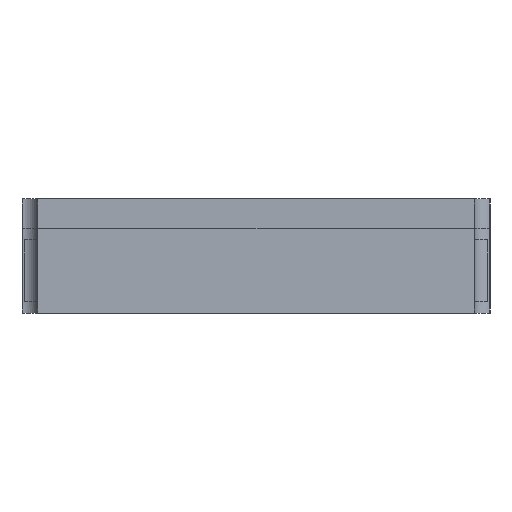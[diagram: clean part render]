
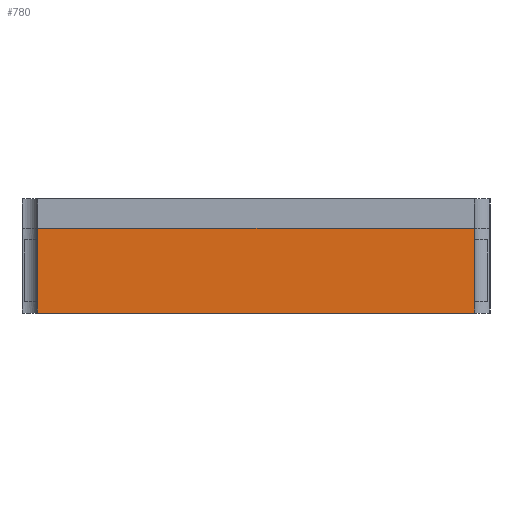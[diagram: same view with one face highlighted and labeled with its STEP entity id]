
A CAD part, left-side view. The second image highlights one B-rep face of the part: STEP entity #780.
In plain terms, the highlighted planar face has unit normal (-1, 0, 0).
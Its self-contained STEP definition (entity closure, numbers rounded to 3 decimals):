
#33 = PLANE('',#34);
#34 = AXIS2_PLACEMENT_3D('',#35,#36,#37);
#35 = CARTESIAN_POINT('',(0.,0.,0.29));
#36 = DIRECTION('',(0.,0.,1.));
#37 = DIRECTION('',(1.,0.,0.));
#90 = VERTEX_POINT('',#91);
#91 = CARTESIAN_POINT('',(-1.,-0.747,0.29));
#110 = CYLINDRICAL_SURFACE('',#111,0.053);
#111 = AXIS2_PLACEMENT_3D('',#112,#113,#114);
#112 = CARTESIAN_POINT('',(-1.,-0.8,-0.1));
#113 = DIRECTION('',(-0.,-0.,-1.));
#114 = DIRECTION('',(1.,0.,0.));
#122 = EDGE_CURVE('',#90,#123,#125,.T.);
#123 = VERTEX_POINT('',#124);
#124 = CARTESIAN_POINT('',(-1.,0.747,0.29));
#125 = SURFACE_CURVE('',#126,(#130,#136),.PCURVE_S1.);
#126 = LINE('',#127,#128);
#127 = CARTESIAN_POINT('',(-1.,0.4,0.29));
#128 = VECTOR('',#129,1.);
#129 = DIRECTION('',(0.,1.,0.));
#130 = PCURVE('',#33,#131);
#131 = DEFINITIONAL_REPRESENTATION('',(#132),#135);
#132 = B_SPLINE_CURVE_WITH_KNOTS('',1,(#133,#134),.UNSPECIFIED.,.F.,.F.,
(2,2),(-1.147,0.347),.PIECEWISE_BEZIER_KNOTS.);
#133 = CARTESIAN_POINT('',(-1.,-0.747));
#134 = CARTESIAN_POINT('',(-1.,0.747));
#135 = ( GEOMETRIC_REPRESENTATION_CONTEXT(2)
PARAMETRIC_REPRESENTATION_CONTEXT() REPRESENTATION_CONTEXT('2D SPACE',''
) );
#136 = PCURVE('',#137,#142);
#137 = PLANE('',#138);
#138 = AXIS2_PLACEMENT_3D('',#139,#140,#141);
#139 = CARTESIAN_POINT('',(-1.,0.8,0.));
#140 = DIRECTION('',(1.,0.,0.));
#141 = DIRECTION('',(0.,-1.,0.));
#142 = DEFINITIONAL_REPRESENTATION('',(#143),#146);
#143 = B_SPLINE_CURVE_WITH_KNOTS('',1,(#144,#145),.UNSPECIFIED.,.F.,.F.,
(2,2),(-1.147,0.347),.PIECEWISE_BEZIER_KNOTS.);
#144 = CARTESIAN_POINT('',(1.547,-0.29));
#145 = CARTESIAN_POINT('',(0.053,-0.29));
#146 = ( GEOMETRIC_REPRESENTATION_CONTEXT(2)
PARAMETRIC_REPRESENTATION_CONTEXT() REPRESENTATION_CONTEXT('2D SPACE',''
) );
#169 = CYLINDRICAL_SURFACE('',#170,0.053);
#170 = AXIS2_PLACEMENT_3D('',#171,#172,#173);
#171 = CARTESIAN_POINT('',(-1.,0.8,-0.1));
#172 = DIRECTION('',(-0.,-0.,-1.));
#173 = DIRECTION('',(1.,0.,0.));
#634 = VERTEX_POINT('',#635);
#635 = CARTESIAN_POINT('',(-1.,0.747,0.));
#650 = PLANE('',#651);
#651 = AXIS2_PLACEMENT_3D('',#652,#653,#654);
#652 = CARTESIAN_POINT('',(0.,0.,0.));
#653 = DIRECTION('',(0.,0.,1.));
#654 = DIRECTION('',(1.,0.,0.));
#666 = EDGE_CURVE('',#123,#634,#667,.T.);
#667 = SURFACE_CURVE('',#668,(#672,#678),.PCURVE_S1.);
#668 = LINE('',#669,#670);
#669 = CARTESIAN_POINT('',(-1.,0.747,-0.1));
#670 = VECTOR('',#671,1.);
#671 = DIRECTION('',(-0.,-0.,-1.));
#672 = PCURVE('',#169,#673);
#673 = DEFINITIONAL_REPRESENTATION('',(#674),#677);
#674 = B_SPLINE_CURVE_WITH_KNOTS('',1,(#675,#676),.UNSPECIFIED.,.F.,.F.,
(2,2),(-0.43,-0.07),.PIECEWISE_BEZIER_KNOTS.);
#675 = CARTESIAN_POINT('',(-4.712,-0.43));
#676 = CARTESIAN_POINT('',(-4.712,-0.07));
#677 = ( GEOMETRIC_REPRESENTATION_CONTEXT(2)
PARAMETRIC_REPRESENTATION_CONTEXT() REPRESENTATION_CONTEXT('2D SPACE',''
) );
#678 = PCURVE('',#137,#679);
#679 = DEFINITIONAL_REPRESENTATION('',(#680),#683);
#680 = B_SPLINE_CURVE_WITH_KNOTS('',1,(#681,#682),.UNSPECIFIED.,.F.,.F.,
(2,2),(-0.43,-0.07),.PIECEWISE_BEZIER_KNOTS.);
#681 = CARTESIAN_POINT('',(0.053,-0.33));
#682 = CARTESIAN_POINT('',(0.053,0.03));
#683 = ( GEOMETRIC_REPRESENTATION_CONTEXT(2)
PARAMETRIC_REPRESENTATION_CONTEXT() REPRESENTATION_CONTEXT('2D SPACE',''
) );
#780 = ADVANCED_FACE('',(#781),#137,.F.);
#781 = FACE_BOUND('',#782,.F.);
#782 = EDGE_LOOP('',(#783,#806,#807,#808));
#783 = ORIENTED_EDGE('',*,*,#784,.F.);
#784 = EDGE_CURVE('',#634,#785,#787,.T.);
#785 = VERTEX_POINT('',#786);
#786 = CARTESIAN_POINT('',(-1.,-0.747,0.));
#787 = SURFACE_CURVE('',#788,(#792,#799),.PCURVE_S1.);
#788 = LINE('',#789,#790);
#789 = CARTESIAN_POINT('',(-1.,0.8,0.));
#790 = VECTOR('',#791,1.);
#791 = DIRECTION('',(0.,-1.,0.));
#792 = PCURVE('',#137,#793);
#793 = DEFINITIONAL_REPRESENTATION('',(#794),#798);
#794 = LINE('',#795,#796);
#795 = CARTESIAN_POINT('',(0.,0.));
#796 = VECTOR('',#797,1.);
#797 = DIRECTION('',(1.,0.));
#798 = ( GEOMETRIC_REPRESENTATION_CONTEXT(2)
PARAMETRIC_REPRESENTATION_CONTEXT() REPRESENTATION_CONTEXT('2D SPACE',''
) );
#799 = PCURVE('',#650,#800);
#800 = DEFINITIONAL_REPRESENTATION('',(#801),#805);
#801 = LINE('',#802,#803);
#802 = CARTESIAN_POINT('',(-1.,0.8));
#803 = VECTOR('',#804,1.);
#804 = DIRECTION('',(0.,-1.));
#805 = ( GEOMETRIC_REPRESENTATION_CONTEXT(2)
PARAMETRIC_REPRESENTATION_CONTEXT() REPRESENTATION_CONTEXT('2D SPACE',''
) );
#806 = ORIENTED_EDGE('',*,*,#666,.F.);
#807 = ORIENTED_EDGE('',*,*,#122,.F.);
#808 = ORIENTED_EDGE('',*,*,#809,.T.);
#809 = EDGE_CURVE('',#90,#785,#810,.T.);
#810 = SURFACE_CURVE('',#811,(#815,#821),.PCURVE_S1.);
#811 = LINE('',#812,#813);
#812 = CARTESIAN_POINT('',(-1.,-0.747,-0.1));
#813 = VECTOR('',#814,1.);
#814 = DIRECTION('',(-0.,-0.,-1.));
#815 = PCURVE('',#137,#816);
#816 = DEFINITIONAL_REPRESENTATION('',(#817),#820);
#817 = B_SPLINE_CURVE_WITH_KNOTS('',1,(#818,#819),.UNSPECIFIED.,.F.,.F.,
(2,2),(-0.43,-0.07),.PIECEWISE_BEZIER_KNOTS.);
#818 = CARTESIAN_POINT('',(1.547,-0.33));
#819 = CARTESIAN_POINT('',(1.547,0.03));
#820 = ( GEOMETRIC_REPRESENTATION_CONTEXT(2)
PARAMETRIC_REPRESENTATION_CONTEXT() REPRESENTATION_CONTEXT('2D SPACE',''
) );
#821 = PCURVE('',#110,#822);
#822 = DEFINITIONAL_REPRESENTATION('',(#823),#826);
#823 = B_SPLINE_CURVE_WITH_KNOTS('',1,(#824,#825),.UNSPECIFIED.,.F.,.F.,
(2,2),(-0.43,-0.07),.PIECEWISE_BEZIER_KNOTS.);
#824 = CARTESIAN_POINT('',(-1.571,-0.43));
#825 = CARTESIAN_POINT('',(-1.571,-0.07));
#826 = ( GEOMETRIC_REPRESENTATION_CONTEXT(2)
PARAMETRIC_REPRESENTATION_CONTEXT() REPRESENTATION_CONTEXT('2D SPACE',''
) );
